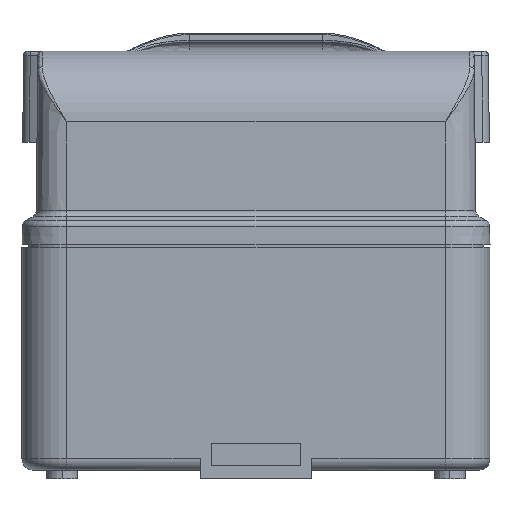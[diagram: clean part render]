
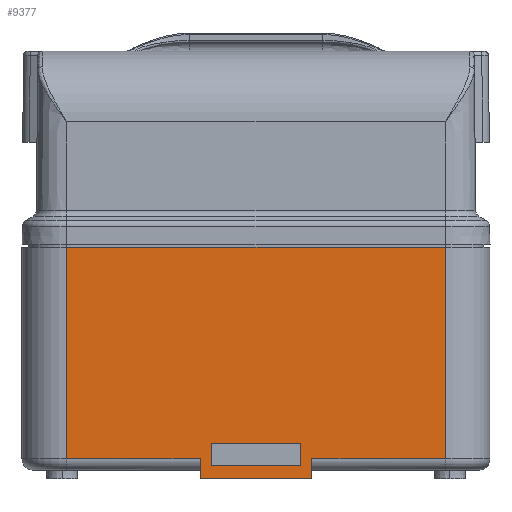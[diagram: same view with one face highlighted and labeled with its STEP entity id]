
A CAD part, left-side view. The second image highlights one B-rep face of the part: STEP entity #9377.
In plain terms, the highlighted planar face has unit normal (-1, 0, 0).
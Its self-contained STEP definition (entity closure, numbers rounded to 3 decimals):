
#374=DIRECTION('',(0.,1.,0.));
#375=VECTOR('',#374,85.);
#376=CARTESIAN_POINT('',(-217.,-42.5,50.));
#377=LINE('',#376,#375);
#3362=DIRECTION('',(0.,1.,0.));
#3363=VECTOR('',#3362,20.);
#3364=CARTESIAN_POINT('',(-217.,-10.,6.));
#3365=LINE('',#3364,#3363);
#3366=DIRECTION('',(0.,-1.,0.));
#3367=VECTOR('',#3366,20.);
#3368=CARTESIAN_POINT('',(-217.,10.,1.));
#3369=LINE('',#3368,#3367);
#3370=DIRECTION('',(0.,1.,0.));
#3371=VECTOR('',#3370,25.);
#3372=CARTESIAN_POINT('',(-217.,-12.5,-2.));
#3373=LINE('',#3372,#3371);
#3374=DIRECTION('',(0.,1.,0.));
#3375=VECTOR('',#3374,29.961);
#3376=CARTESIAN_POINT('',(-217.,12.539,2.5));
#3377=LINE('',#3376,#3375);
#3378=DIRECTION('',(0.,-1.,0.));
#3379=VECTOR('',#3378,29.961);
#3380=CARTESIAN_POINT('',(-217.,-12.539,2.5));
#3381=LINE('',#3380,#3379);
#3449=DIRECTION('',(0.,0.009,1.));
#3450=VECTOR('',#3449,4.5);
#3451=CARTESIAN_POINT('',(-217.,12.5,-2.));
#3452=LINE('',#3451,#3450);
#3473=DIRECTION('',(0.,0.,1.));
#3474=VECTOR('',#3473,47.5);
#3475=CARTESIAN_POINT('',(-217.,42.5,2.5));
#3476=LINE('',#3475,#3474);
#3579=DIRECTION('',(0.,-0.009,1.));
#3580=VECTOR('',#3579,4.5);
#3581=CARTESIAN_POINT('',(-217.,-12.5,-2.));
#3582=LINE('',#3581,#3580);
#3603=DIRECTION('',(0.,0.,1.));
#3604=VECTOR('',#3603,47.5);
#3605=CARTESIAN_POINT('',(-217.,-42.5,2.5));
#3606=LINE('',#3605,#3604);
#3692=DIRECTION('',(0.,0.,1.));
#3693=VECTOR('',#3692,5.);
#3694=CARTESIAN_POINT('',(-217.,10.,1.));
#3695=LINE('',#3694,#3693);
#3724=DIRECTION('',(0.,0.,1.));
#3725=VECTOR('',#3724,5.);
#3726=CARTESIAN_POINT('',(-217.,-10.,1.));
#3727=LINE('',#3726,#3725);
#3760=CARTESIAN_POINT('',(-217.,-10.,1.));
#3761=CARTESIAN_POINT('',(-217.,-10.,6.));
#3762=VERTEX_POINT('',#3760);
#3763=VERTEX_POINT('',#3761);
#3768=CARTESIAN_POINT('',(-217.,-42.5,50.));
#3770=VERTEX_POINT('',#3768);
#3866=CARTESIAN_POINT('',(-217.,-12.5,-2.));
#3867=VERTEX_POINT('',#3866);
#3868=CARTESIAN_POINT('',(-217.,-42.5,2.5));
#3870=VERTEX_POINT('',#3868);
#3876=CARTESIAN_POINT('',(-217.,-12.539,2.5));
#3877=VERTEX_POINT('',#3876);
#3979=CARTESIAN_POINT('',(-217.,10.,1.));
#3980=CARTESIAN_POINT('',(-217.,10.,6.));
#3981=VERTEX_POINT('',#3979);
#3982=VERTEX_POINT('',#3980);
#3987=CARTESIAN_POINT('',(-217.,42.5,50.));
#3989=VERTEX_POINT('',#3987);
#4085=CARTESIAN_POINT('',(-217.,12.5,-2.));
#4086=VERTEX_POINT('',#4085);
#4087=CARTESIAN_POINT('',(-217.,42.5,2.5));
#4089=VERTEX_POINT('',#4087);
#4095=CARTESIAN_POINT('',(-217.,12.539,2.5));
#4096=VERTEX_POINT('',#4095);
#9345=CARTESIAN_POINT('',(-217.,52.5,0.));
#9346=DIRECTION('',(-1.,0.,0.));
#9347=DIRECTION('',(0.,-1.,0.));
#9348=AXIS2_PLACEMENT_3D('',#9345,#9346,#9347);
#9349=PLANE('',#9348);
#9351=ORIENTED_EDGE('',*,*,#9350,.T.);
#9353=ORIENTED_EDGE('',*,*,#9352,.T.);
#9355=ORIENTED_EDGE('',*,*,#9354,.T.);
#9357=ORIENTED_EDGE('',*,*,#9356,.T.);
#9358=ORIENTED_EDGE('',*,*,#5232,.F.);
#9360=ORIENTED_EDGE('',*,*,#9359,.F.);
#9362=ORIENTED_EDGE('',*,*,#9361,.F.);
#9364=ORIENTED_EDGE('',*,*,#9363,.F.);
#9365=EDGE_LOOP('',(#9351,#9353,#9355,#9357,#9358,#9360,#9362,#9364));
#9366=FACE_OUTER_BOUND('',#9365,.F.);
#9368=ORIENTED_EDGE('',*,*,#9367,.T.);
#9370=ORIENTED_EDGE('',*,*,#9369,.F.);
#9372=ORIENTED_EDGE('',*,*,#9371,.T.);
#9374=ORIENTED_EDGE('',*,*,#9373,.T.);
#9375=EDGE_LOOP('',(#9368,#9370,#9372,#9374));
#9376=FACE_BOUND('',#9375,.F.);
#9377=ADVANCED_FACE('',(#9366,#9376),#9349,.T.);
#5232=EDGE_CURVE('',#3770,#3989,#377,.T.);
#9350=EDGE_CURVE('',#3867,#4086,#3373,.T.);
#9352=EDGE_CURVE('',#4086,#4096,#3452,.T.);
#9354=EDGE_CURVE('',#4096,#4089,#3377,.T.);
#9356=EDGE_CURVE('',#4089,#3989,#3476,.T.);
#9359=EDGE_CURVE('',#3870,#3770,#3606,.T.);
#9361=EDGE_CURVE('',#3877,#3870,#3381,.T.);
#9363=EDGE_CURVE('',#3867,#3877,#3582,.T.);
#9367=EDGE_CURVE('',#3763,#3982,#3365,.T.);
#9369=EDGE_CURVE('',#3981,#3982,#3695,.T.);
#9371=EDGE_CURVE('',#3981,#3762,#3369,.T.);
#9373=EDGE_CURVE('',#3762,#3763,#3727,.T.);
